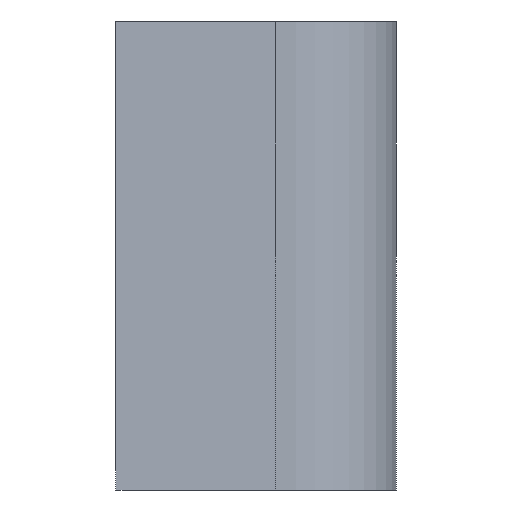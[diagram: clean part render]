
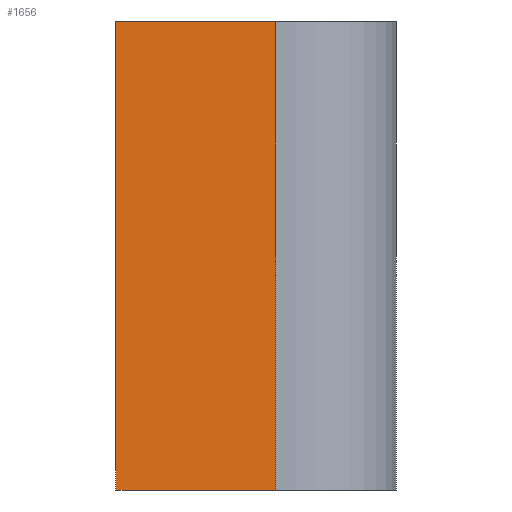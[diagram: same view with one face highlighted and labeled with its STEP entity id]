
A CAD part, left-side view. The second image highlights one B-rep face of the part: STEP entity #1656.
In plain terms, the highlighted planar face has unit normal (-0.996, -0.087, 0).
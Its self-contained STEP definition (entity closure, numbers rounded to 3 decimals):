
#33 = VERTEX_POINT('',#34);
#34 = CARTESIAN_POINT('',(0.,0.,0.));
#43 = PLANE('',#44);
#44 = AXIS2_PLACEMENT_3D('',#45,#46,#47);
#45 = CARTESIAN_POINT('',(0.,0.,0.));
#46 = DIRECTION('',(0.,1.,0.));
#47 = DIRECTION('',(1.,0.,0.));
#55 = PLANE('',#56);
#56 = AXIS2_PLACEMENT_3D('',#57,#58,#59);
#57 = CARTESIAN_POINT('',(0.,0.,0.));
#58 = DIRECTION('',(0.,0.,1.));
#59 = DIRECTION('',(1.,0.,0.));
#67 = EDGE_CURVE('',#33,#68,#70,.T.);
#68 = VERTEX_POINT('',#69);
#69 = CARTESIAN_POINT('',(0.,0.,35.));
#70 = SURFACE_CURVE('',#71,(#75,#82),.PCURVE_S1.);
#71 = LINE('',#72,#73);
#72 = CARTESIAN_POINT('',(0.,0.,0.));
#73 = VECTOR('',#74,1.);
#74 = DIRECTION('',(0.,0.,1.));
#75 = PCURVE('',#43,#76);
#76 = DEFINITIONAL_REPRESENTATION('',(#77),#81);
#77 = LINE('',#78,#79);
#78 = CARTESIAN_POINT('',(0.,0.));
#79 = VECTOR('',#80,1.);
#80 = DIRECTION('',(0.,-1.));
#81 = ( GEOMETRIC_REPRESENTATION_CONTEXT(2) 
PARAMETRIC_REPRESENTATION_CONTEXT() REPRESENTATION_CONTEXT('2D SPACE',''
  ) );
#82 = PCURVE('',#83,#88);
#83 = PLANE('',#84);
#84 = AXIS2_PLACEMENT_3D('',#85,#86,#87);
#85 = CARTESIAN_POINT('',(0.,0.,0.));
#86 = DIRECTION('',(0.996,0.087,0.));
#87 = DIRECTION('',(0.087,-0.996,0.));
#88 = DEFINITIONAL_REPRESENTATION('',(#89),#93);
#89 = LINE('',#90,#91);
#90 = CARTESIAN_POINT('',(0.,0.));
#91 = VECTOR('',#92,1.);
#92 = DIRECTION('',(0.,-1.));
#93 = ( GEOMETRIC_REPRESENTATION_CONTEXT(2) 
PARAMETRIC_REPRESENTATION_CONTEXT() REPRESENTATION_CONTEXT('2D SPACE',''
  ) );
#110 = PLANE('',#111);
#111 = AXIS2_PLACEMENT_3D('',#112,#113,#114);
#112 = CARTESIAN_POINT('',(5078.359,-465.665,35.));
#113 = DIRECTION('',(0.,0.,-1.));
#114 = DIRECTION('',(0.087,0.996,
    0.));
#505 = EDGE_CURVE('',#33,#506,#508,.T.);
#506 = VERTEX_POINT('',#507);
#507 = CARTESIAN_POINT('',(1.046,-11.954,0.));
#508 = SURFACE_CURVE('',#509,(#513,#520),.PCURVE_S1.);
#509 = LINE('',#510,#511);
#510 = CARTESIAN_POINT('',(0.,0.,0.));
#511 = VECTOR('',#512,1.);
#512 = DIRECTION('',(0.087,-0.996,0.));
#513 = PCURVE('',#55,#514);
#514 = DEFINITIONAL_REPRESENTATION('',(#515),#519);
#515 = LINE('',#516,#517);
#516 = CARTESIAN_POINT('',(-0.,0.));
#517 = VECTOR('',#518,1.);
#518 = DIRECTION('',(0.087,-0.996));
#519 = ( GEOMETRIC_REPRESENTATION_CONTEXT(2) 
PARAMETRIC_REPRESENTATION_CONTEXT() REPRESENTATION_CONTEXT('2D SPACE',''
  ) );
#520 = PCURVE('',#83,#521);
#521 = DEFINITIONAL_REPRESENTATION('',(#522),#526);
#522 = LINE('',#523,#524);
#523 = CARTESIAN_POINT('',(0.,0.));
#524 = VECTOR('',#525,1.);
#525 = DIRECTION('',(1.,0.));
#526 = ( GEOMETRIC_REPRESENTATION_CONTEXT(2) 
PARAMETRIC_REPRESENTATION_CONTEXT() REPRESENTATION_CONTEXT('2D SPACE',''
  ) );
#545 = CYLINDRICAL_SURFACE('',#546,8.954);
#546 = AXIS2_PLACEMENT_3D('',#547,#548,#549);
#547 = CARTESIAN_POINT('',(10.,-12.,0.));
#548 = DIRECTION('',(-0.,-0.,-1.));
#549 = DIRECTION('',(1.,0.,0.));
#1580 = VERTEX_POINT('',#1581);
#1581 = CARTESIAN_POINT('',(1.046,-11.954,35.));
#1603 = EDGE_CURVE('',#1580,#68,#1604,.T.);
#1604 = SURFACE_CURVE('',#1605,(#1609,#1615),.PCURVE_S1.);
#1605 = LINE('',#1606,#1607);
#1606 = CARTESIAN_POINT('',(39.503,-451.526,35.));
#1607 = VECTOR('',#1608,1.);
#1608 = DIRECTION('',(-0.087,0.996,0.));
#1609 = PCURVE('',#110,#1610);
#1610 = DEFINITIONAL_REPRESENTATION('',(#1611),#1614);
#1611 = B_SPLINE_CURVE_WITH_KNOTS('',1,(#1612,#1613),.UNSPECIFIED.,.F.,
  .F.,(2,2),(440.05,454.45),.PIECEWISE_BEZIER_KNOTS.);
#1612 = CARTESIAN_POINT('',(8.285,-5097.327));
#1613 = CARTESIAN_POINT('',(22.466,-5099.828));
#1614 = ( GEOMETRIC_REPRESENTATION_CONTEXT(2) 
PARAMETRIC_REPRESENTATION_CONTEXT() REPRESENTATION_CONTEXT('2D SPACE',''
  ) );
#1615 = PCURVE('',#83,#1616);
#1616 = DEFINITIONAL_REPRESENTATION('',(#1617),#1620);
#1617 = B_SPLINE_CURVE_WITH_KNOTS('',1,(#1618,#1619),.UNSPECIFIED.,.F.,
  .F.,(2,2),(440.05,454.45),.PIECEWISE_BEZIER_KNOTS.);
#1618 = CARTESIAN_POINT('',(13.2,-35.));
#1619 = CARTESIAN_POINT('',(-1.2,-35.));
#1620 = ( GEOMETRIC_REPRESENTATION_CONTEXT(2) 
PARAMETRIC_REPRESENTATION_CONTEXT() REPRESENTATION_CONTEXT('2D SPACE',''
  ) );
#1656 = ADVANCED_FACE('',(#1657),#83,.F.);
#1657 = FACE_BOUND('',#1658,.F.);
#1658 = EDGE_LOOP('',(#1659,#1660,#1661,#1662));
#1659 = ORIENTED_EDGE('',*,*,#505,.F.);
#1660 = ORIENTED_EDGE('',*,*,#67,.T.);
#1661 = ORIENTED_EDGE('',*,*,#1603,.F.);
#1662 = ORIENTED_EDGE('',*,*,#1663,.F.);
#1663 = EDGE_CURVE('',#506,#1580,#1664,.T.);
#1664 = SURFACE_CURVE('',#1665,(#1669,#1676),.PCURVE_S1.);
#1665 = LINE('',#1666,#1667);
#1666 = CARTESIAN_POINT('',(1.046,-11.954,0.));
#1667 = VECTOR('',#1668,1.);
#1668 = DIRECTION('',(0.,0.,1.));
#1669 = PCURVE('',#83,#1670);
#1670 = DEFINITIONAL_REPRESENTATION('',(#1671),#1675);
#1671 = LINE('',#1672,#1673);
#1672 = CARTESIAN_POINT('',(12.,0.));
#1673 = VECTOR('',#1674,1.);
#1674 = DIRECTION('',(0.,-1.));
#1675 = ( GEOMETRIC_REPRESENTATION_CONTEXT(2) 
PARAMETRIC_REPRESENTATION_CONTEXT() REPRESENTATION_CONTEXT('2D SPACE',''
  ) );
#1676 = PCURVE('',#545,#1677);
#1677 = DEFINITIONAL_REPRESENTATION('',(#1678),#1682);
#1678 = LINE('',#1679,#1680);
#1679 = CARTESIAN_POINT('',(-3.136,0.));
#1680 = VECTOR('',#1681,1.);
#1681 = DIRECTION('',(-0.,-1.));
#1682 = ( GEOMETRIC_REPRESENTATION_CONTEXT(2) 
PARAMETRIC_REPRESENTATION_CONTEXT() REPRESENTATION_CONTEXT('2D SPACE',''
  ) );
